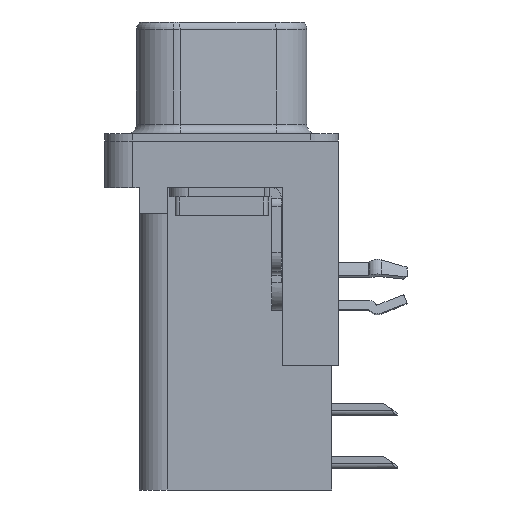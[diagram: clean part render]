
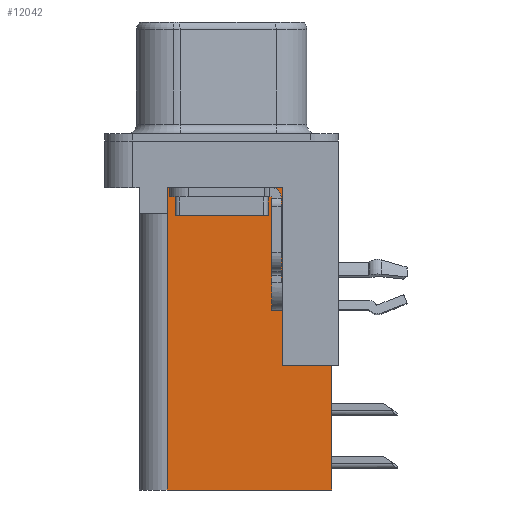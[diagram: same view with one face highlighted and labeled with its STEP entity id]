
A CAD part, left-side view. The second image highlights one B-rep face of the part: STEP entity #12042.
In plain terms, the highlighted planar face has unit normal (-1, 0, 0).
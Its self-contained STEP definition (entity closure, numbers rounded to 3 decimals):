
#557 = EDGE_LOOP ( 'NONE', ( #12965, #8437, #6382, #3838, #5364, #14231, #11100, #13646 ) ) ;
#964 = VECTOR ( 'NONE', #16189, 1000. ) ;
#1196 = LINE ( 'NONE', #16065, #964 ) ;
#2439 = EDGE_CURVE ( 'NONE', #7500, #4556, #7850, .T. ) ;
#2973 = EDGE_CURVE ( 'NONE', #6848, #7500, #5428, .T. ) ;
#3439 = CARTESIAN_POINT ( 'NONE',  ( 3.765, -5.925, -12.05 ) ) ;
#3464 = VECTOR ( 'NONE', #10777, 1000. ) ;
#3625 = LINE ( 'NONE', #9383, #3464 ) ;
#3693 = VERTEX_POINT ( 'NONE', #18492 ) ;
#3838 = ORIENTED_EDGE ( 'NONE', *, *, #2439, .F. ) ;
#3874 = CARTESIAN_POINT ( 'NONE',  ( 3.765, -3.295, -2.5 ) ) ;
#3997 = PLANE ( 'NONE',  #8018 ) ;
#4122 = EDGE_CURVE ( 'NONE', #16087, #15180, #1196, .T. ) ;
#4556 = VERTEX_POINT ( 'NONE', #14562 ) ;
#4639 = EDGE_CURVE ( 'NONE', #16087, #6848, #17078, .T. ) ;
#4851 = CARTESIAN_POINT ( 'NONE',  ( 3.765, -5.925, -18.76 ) ) ;
#5364 = ORIENTED_EDGE ( 'NONE', *, *, #2973, .F. ) ;
#5428 = LINE ( 'NONE', #6751, #5537 ) ;
#5537 = VECTOR ( 'NONE', #10143, 1000. ) ;
#5730 = LINE ( 'NONE', #3874, #5825 ) ;
#5766 = EDGE_CURVE ( 'NONE', #15180, #17577, #11395, .T. ) ;
#5825 = VECTOR ( 'NONE', #9704, 1000. ) ;
#6034 = DIRECTION ( 'NONE',  ( 0., 0., 1. ) ) ;
#6373 = FACE_OUTER_BOUND ( 'NONE', #557, .T. ) ;
#6382 = ORIENTED_EDGE ( 'NONE', *, *, #7443, .T. ) ;
#6630 = CARTESIAN_POINT ( 'NONE',  ( 3.765, 2.925, -18.76 ) ) ;
#6751 = CARTESIAN_POINT ( 'NONE',  ( 3.765, -3.295, -18.76 ) ) ;
#6848 = VERTEX_POINT ( 'NONE', #4851 ) ;
#6864 = CARTESIAN_POINT ( 'NONE',  ( 3.765, -3.295, -2.5 ) ) ;
#7443 = EDGE_CURVE ( 'NONE', #3693, #4556, #3625, .T. ) ;
#7500 = VERTEX_POINT ( 'NONE', #6630 ) ;
#7724 = CARTESIAN_POINT ( 'NONE',  ( 3.765, -3.295, -12.05 ) ) ;
#7850 = LINE ( 'NONE', #10333, #7908 ) ;
#7908 = VECTOR ( 'NONE', #6034, 1000. ) ;
#8018 = AXIS2_PLACEMENT_3D ( 'NONE', #11227, #8444, #18198 ) ;
#8437 = ORIENTED_EDGE ( 'NONE', *, *, #15056, .T. ) ;
#8444 = DIRECTION ( 'NONE',  ( 1., 0., 0. ) ) ;
#8953 = CARTESIAN_POINT ( 'NONE',  ( 3.765, 2.895, -3.9 ) ) ;
#9383 = CARTESIAN_POINT ( 'NONE',  ( 3.765, 0., -3.9 ) ) ;
#9704 = DIRECTION ( 'NONE',  ( 0., 1., 0. ) ) ;
#10143 = DIRECTION ( 'NONE',  ( 0., 1., 0. ) ) ;
#10228 = CARTESIAN_POINT ( 'NONE',  ( 3.765, 2.895, -2.5 ) ) ;
#10333 = CARTESIAN_POINT ( 'NONE',  ( 3.765, 2.925, -18.76 ) ) ;
#10733 = DIRECTION ( 'NONE',  ( 0., 0., -1. ) ) ;
#10777 = DIRECTION ( 'NONE',  ( 0., 1., 0. ) ) ;
#11100 = ORIENTED_EDGE ( 'NONE', *, *, #4122, .T. ) ;
#11227 = CARTESIAN_POINT ( 'NONE',  ( 3.765, -3.295, -18.76 ) ) ;
#11395 = LINE ( 'NONE', #14128, #11450 ) ;
#11450 = VECTOR ( 'NONE', #13897, 1000. ) ;
#12042 = ADVANCED_FACE ( 'NONE', ( #6373 ), #3997, .F. ) ;
#12281 = VERTEX_POINT ( 'NONE', #10228 ) ;
#12965 = ORIENTED_EDGE ( 'NONE', *, *, #18149, .T. ) ;
#13428 = CARTESIAN_POINT ( 'NONE',  ( 3.765, -5.925, -2. ) ) ;
#13646 = ORIENTED_EDGE ( 'NONE', *, *, #5766, .T. ) ;
#13897 = DIRECTION ( 'NONE',  ( 0., 0., 1. ) ) ;
#14128 = CARTESIAN_POINT ( 'NONE',  ( 3.765, -3.295, -18.76 ) ) ;
#14231 = ORIENTED_EDGE ( 'NONE', *, *, #4639, .F. ) ;
#14562 = CARTESIAN_POINT ( 'NONE',  ( 3.765, 2.925, -3.9 ) ) ;
#15056 = EDGE_CURVE ( 'NONE', #12281, #3693, #17356, .T. ) ;
#15180 = VERTEX_POINT ( 'NONE', #7724 ) ;
#16065 = CARTESIAN_POINT ( 'NONE',  ( 3.765, -6.295, -12.05 ) ) ;
#16087 = VERTEX_POINT ( 'NONE', #3439 ) ;
#16189 = DIRECTION ( 'NONE',  ( 0., 1., 0. ) ) ;
#17009 = VECTOR ( 'NONE', #10733, 1000. ) ;
#17078 = LINE ( 'NONE', #13428, #17009 ) ;
#17289 = VECTOR ( 'NONE', #17294, 1000. ) ;
#17294 = DIRECTION ( 'NONE',  ( 0., 0., -1. ) ) ;
#17356 = LINE ( 'NONE', #8953, #17289 ) ;
#17577 = VERTEX_POINT ( 'NONE', #6864 ) ;
#18149 = EDGE_CURVE ( 'NONE', #17577, #12281, #5730, .T. ) ;
#18198 = DIRECTION ( 'NONE',  ( 0., 1., 0. ) ) ;
#18492 = CARTESIAN_POINT ( 'NONE',  ( 3.765, 2.895, -3.9 ) ) ;
